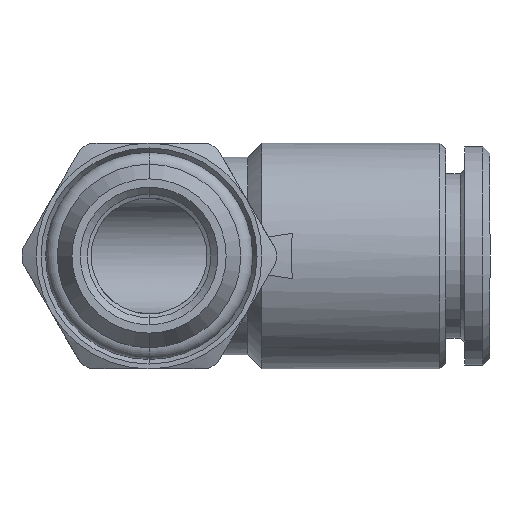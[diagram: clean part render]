
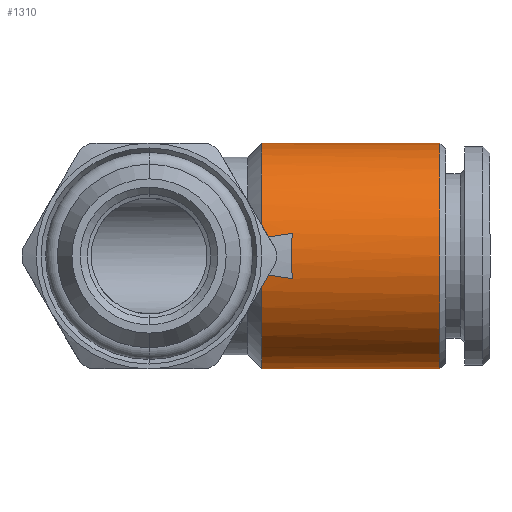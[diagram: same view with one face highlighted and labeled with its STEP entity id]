
A CAD part, front view. The second image highlights one B-rep face of the part: STEP entity #1310.
In plain terms, the highlighted cylindrical face has radius 8 mm (diameter 16 mm), a partial arc.
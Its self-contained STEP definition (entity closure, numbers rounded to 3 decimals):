
#249 = CYLINDRICAL_SURFACE ( 'NONE', #288, 8. ) ;
#250 =( BOUNDED_CURVE ( )  B_SPLINE_CURVE ( 3, ( #259, #258, #292, #291 ),
 .UNSPECIFIED., .F., .T. ) 
 B_SPLINE_CURVE_WITH_KNOTS ( ( 4, 4 ),
 ( 4.51, 4.553 ),
 .UNSPECIFIED. ) 
 CURVE ( )  GEOMETRIC_REPRESENTATION_ITEM ( )  RATIONAL_B_SPLINE_CURVE ( ( 1., 1., 1., 1. ) ) 
 REPRESENTATION_ITEM ( '' )  );
#258 = CARTESIAN_POINT ( 'NONE',  ( 9.427, -7.86, -1.493 ) ) ;
#259 = CARTESIAN_POINT ( 'NONE',  ( 10.136, -7.837, -1.605 ) ) ;
#260 = FACE_OUTER_BOUND ( 'NONE', #1334, .T. ) ;
#271 = DIRECTION ( 'NONE',  ( -1., 0., 0. ) ) ;
#274 = CARTESIAN_POINT ( 'NONE',  ( -5.233, 0., 0. ) ) ;
#275 = DIRECTION ( 'NONE',  ( 0., 0., 1. ) ) ;
#288 = AXIS2_PLACEMENT_3D ( 'NONE', #274, #271, #275 ) ;
#291 = CARTESIAN_POINT ( 'NONE',  ( 8., -7.899, -1.267 ) ) ;
#292 = CARTESIAN_POINT ( 'NONE',  ( 8.715, -7.881, -1.38 ) ) ;
#873 = VERTEX_POINT ( 'NONE', #3168 ) ;
#875 = EDGE_CURVE ( 'NONE', #873, #905, #3142, .T. ) ;
#905 = VERTEX_POINT ( 'NONE', #3183 ) ;
#961 = VERTEX_POINT ( 'NONE', #3258 ) ;
#1030 = VERTEX_POINT ( 'NONE', #3305 ) ;
#1136 = EDGE_CURVE ( 'NONE', #961, #1218, #3349, .T. ) ;
#1139 = EDGE_CURVE ( 'NONE', #1030, #1219, #3359, .T. ) ;
#1144 = VERTEX_POINT ( 'NONE', #3390 ) ;
#1216 = EDGE_CURVE ( 'NONE', #1218, #1144, #3410, .T. ) ;
#1218 = VERTEX_POINT ( 'NONE', #3411 ) ;
#1219 = VERTEX_POINT ( 'NONE', #3408 ) ;
#1227 = ORIENTED_EDGE ( 'NONE', *, *, #1322, .T. ) ;
#1228 = ORIENTED_EDGE ( 'NONE', *, *, #875, .F. ) ;
#1233 = EDGE_CURVE ( 'NONE', #1236, #1219, #3434, .T. ) ;
#1235 = EDGE_CURVE ( 'NONE', #905, #1236, #3445, .T. ) ;
#1236 = VERTEX_POINT ( 'NONE', #3462 ) ;
#1238 = EDGE_CURVE ( 'NONE', #961, #1030, #3455, .T. ) ;
#1240 = ORIENTED_EDGE ( 'NONE', *, *, #1233, .F. ) ;
#1241 = ORIENTED_EDGE ( 'NONE', *, *, #1235, .F. ) ;
#1265 = ORIENTED_EDGE ( 'NONE', *, *, #1216, .F. ) ;
#1278 = ORIENTED_EDGE ( 'NONE', *, *, #1136, .F. ) ;
#1297 = ORIENTED_EDGE ( 'NONE', *, *, #1238, .T. ) ;
#1310 = ADVANCED_FACE ( 'NONE', ( #260 ), #249, .T. ) ;
#1322 = EDGE_CURVE ( 'NONE', #873, #1144, #250, .T. ) ;
#1323 = ORIENTED_EDGE ( 'NONE', *, *, #1139, .T. ) ;
#1334 = EDGE_LOOP ( 'NONE', ( #1278, #1297, #1323, #1240, #1241, #1228, #1227, #1265 ) ) ;
#3125 = CARTESIAN_POINT ( 'NONE',  ( 10.136, -7.837, 1.605 ) ) ;
#3142 = B_SPLINE_CURVE_WITH_KNOTS ( 'NONE', 3,
 ( #3151, #3150, #3149, #3165, #3164, #3125 ),
 .UNSPECIFIED., .F., .F.,
 ( 4, 2, 4 ),
 ( 0., 0.002, 0.004 ),
 .UNSPECIFIED. ) ;
#3149 = CARTESIAN_POINT ( 'NONE',  ( 10.1, -8., -0.544 ) ) ;
#3150 = CARTESIAN_POINT ( 'NONE',  ( 10.111, -7.945, -1.077 ) ) ;
#3151 = CARTESIAN_POINT ( 'NONE',  ( 10.136, -7.837, -1.605 ) ) ;
#3164 = CARTESIAN_POINT ( 'NONE',  ( 10.11, -7.946, 1.075 ) ) ;
#3165 = CARTESIAN_POINT ( 'NONE',  ( 10.1, -8., 0.531 ) ) ;
#3168 = CARTESIAN_POINT ( 'NONE',  ( 10.136, -7.837, -1.605 ) ) ;
#3183 = CARTESIAN_POINT ( 'NONE',  ( 10.136, -7.837, 1.605 ) ) ;
#3258 = CARTESIAN_POINT ( 'NONE',  ( 20.6, 0., -8. ) ) ;
#3305 = CARTESIAN_POINT ( 'NONE',  ( 20.6, 0., 8. ) ) ;
#3339 = DIRECTION ( 'NONE',  ( -1., 0., 0. ) ) ;
#3340 = VECTOR ( 'NONE', #3339, 1000. ) ;
#3341 = CARTESIAN_POINT ( 'NONE',  ( -5.233, 0., 8. ) ) ;
#3345 = DIRECTION ( 'NONE',  ( -1., 0., 0. ) ) ;
#3346 = VECTOR ( 'NONE', #3345, 1000. ) ;
#3348 = CARTESIAN_POINT ( 'NONE',  ( -5.233, 0., -8. ) ) ;
#3349 = LINE ( 'NONE', #3348, #3346 ) ;
#3359 = LINE ( 'NONE', #3341, #3340 ) ;
#3390 = CARTESIAN_POINT ( 'NONE',  ( 8., -7.899, -1.267 ) ) ;
#3392 = CARTESIAN_POINT ( 'NONE',  ( 8., -7.899, 1.267 ) ) ;
#3393 = CARTESIAN_POINT ( 'NONE',  ( 10.136, -7.837, 1.605 ) ) ;
#3394 = CARTESIAN_POINT ( 'NONE',  ( 8.715, -7.881, 1.38 ) ) ;
#3395 = CARTESIAN_POINT ( 'NONE',  ( 9.427, -7.86, 1.493 ) ) ;
#3405 = DIRECTION ( 'NONE',  ( 0., 0., 1. ) ) ;
#3406 = DIRECTION ( 'NONE',  ( -1., 0., 0. ) ) ;
#3407 = CARTESIAN_POINT ( 'NONE',  ( 8., 0., 0. ) ) ;
#3408 = CARTESIAN_POINT ( 'NONE',  ( 8., 0., 8. ) ) ;
#3409 = AXIS2_PLACEMENT_3D ( 'NONE', #3407, #3406, #3405 ) ;
#3410 = CIRCLE ( 'NONE', #3409, 8. ) ;
#3411 = CARTESIAN_POINT ( 'NONE',  ( 8., 0., -8. ) ) ;
#3431 = DIRECTION ( 'NONE',  ( -1., 0., 0. ) ) ;
#3432 = CARTESIAN_POINT ( 'NONE',  ( 8., 0., 0. ) ) ;
#3433 = AXIS2_PLACEMENT_3D ( 'NONE', #3432, #3431, #3441 ) ;
#3434 = CIRCLE ( 'NONE', #3433, 8. ) ;
#3441 = DIRECTION ( 'NONE',  ( 0., 0., 1. ) ) ;
#3445 =( BOUNDED_CURVE ( )  B_SPLINE_CURVE ( 3, ( #3393, #3395, #3394, #3392 ),
 .UNSPECIFIED., .F., .T. ) 
 B_SPLINE_CURVE_WITH_KNOTS ( ( 4, 4 ),
 ( 4.51, 4.553 ),
 .UNSPECIFIED. ) 
 CURVE ( )  GEOMETRIC_REPRESENTATION_ITEM ( )  RATIONAL_B_SPLINE_CURVE ( ( 1., 1., 1., 1. ) ) 
 REPRESENTATION_ITEM ( '' )  );
#3454 = CARTESIAN_POINT ( 'NONE',  ( 20.6, 0., 0. ) ) ;
#3455 = CIRCLE ( 'NONE', #3461, 8. ) ;
#3457 = DIRECTION ( 'NONE',  ( -1., 0., 0. ) ) ;
#3459 = DIRECTION ( 'NONE',  ( 0., 0., 1. ) ) ;
#3461 = AXIS2_PLACEMENT_3D ( 'NONE', #3454, #3457, #3459 ) ;
#3462 = CARTESIAN_POINT ( 'NONE',  ( 8., -7.899, 1.267 ) ) ;
